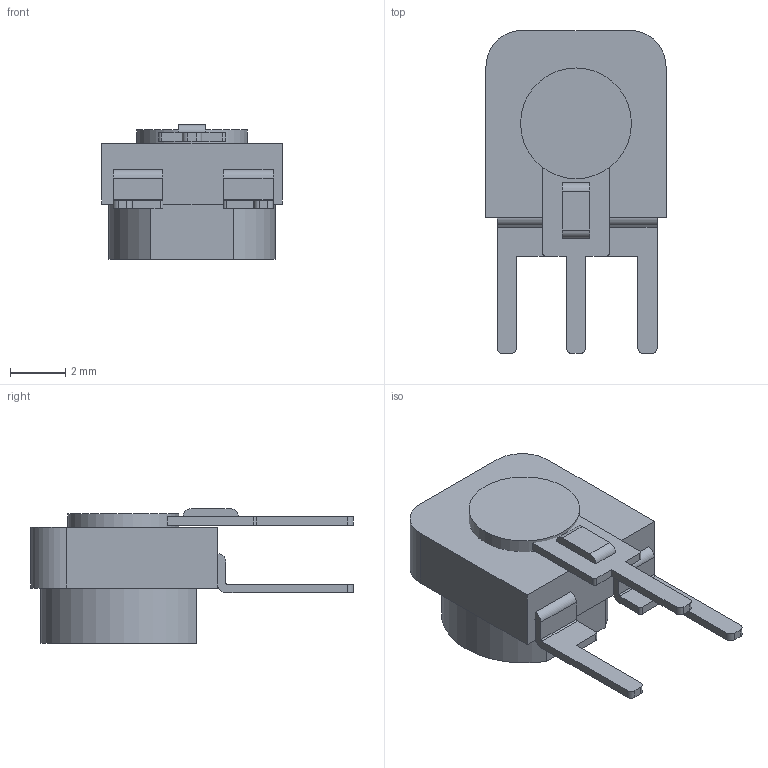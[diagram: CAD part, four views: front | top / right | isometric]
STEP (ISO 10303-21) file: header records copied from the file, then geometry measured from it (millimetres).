
FILE_DESCRIPTION(/* description */ (''),/* implementation_level */ '2;1');
FILE_NAME(/* name */ 'TH Potmeter.step',/* time_stamp */ '2020-08-24T12:45:32+02:00',/* author */ (''),/* organization */ (''),/* preprocessor_version */ 'ST-DEVELOPER v18.1',/* originating_system */ 'Autodesk Translation Framework v9.3.0.1241',/* authorisation */ '');
FILE_SCHEMA (('AUTOMOTIVE_DESIGN { 1 0 10303 214 3 1 1 }'));
Length unit declared in the file: millimetre
Products named in the file (1): Pot - RES_VAR1
Bounding box: 6.5 x 11.65 x 4.87 mm (x, y, z)
Volume: 152.3 mm3; surface area: 373.3 mm2
Topology: 6 solids, 6 shells, 89 faces, 225 edges, 150 vertices
Faces by surface type: plane 61, cylinder 28
Full cylindrical faces by diameter (mm): 4 x1
Entity records: 2805 total; most frequent: CARTESIAN_POINT 465, DIRECTION 461, ORIENTED_EDGE 450, EDGE_CURVE 225, LINE 169, VECTOR 169, VERTEX_POINT 150, AXIS2_PLACEMENT_3D 146
